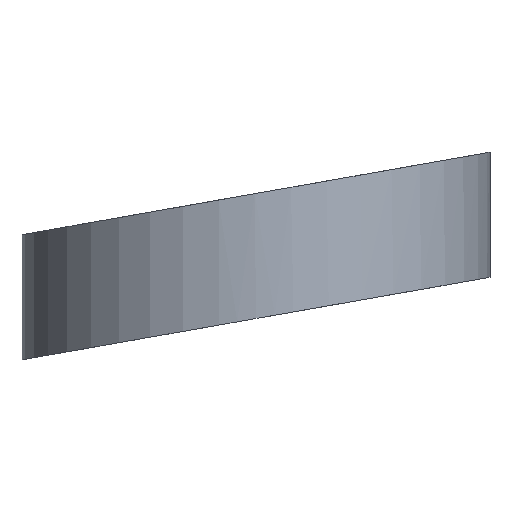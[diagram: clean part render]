
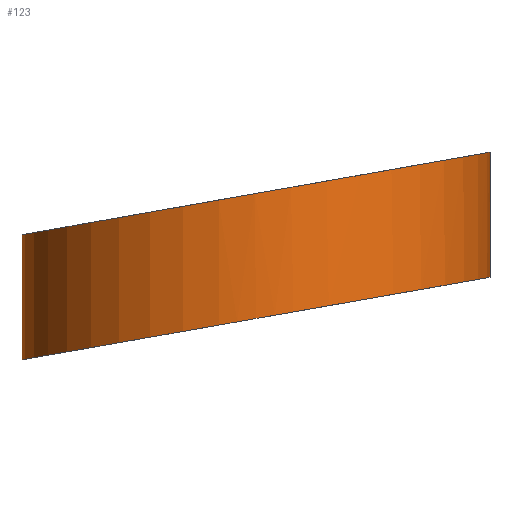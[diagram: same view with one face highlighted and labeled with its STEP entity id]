
A CAD part, front view. The second image highlights one B-rep face of the part: STEP entity #123.
In plain terms, the highlighted cylindrical face has radius 28.5 mm (diameter 57 mm), a partial arc.
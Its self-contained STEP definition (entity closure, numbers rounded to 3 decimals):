
#52=CARTESIAN_POINT('Axis2P3D Location',(0.,0.,0.)) ;
#57=CARTESIAN_POINT('Line Origine',(-28.5,0.,0.)) ;
#61=CARTESIAN_POINT('Vertex',(-28.5,0.,-5.025)) ;
#63=CARTESIAN_POINT('Vertex',(-28.5,0.,10.206)) ;
#67=CARTESIAN_POINT('Control Point',(-28.5,0.,-5.025)) ;
#68=CARTESIAN_POINT('Control Point',(-28.5,-4.491,-5.025)) ;
#69=CARTESIAN_POINT('Control Point',(-27.615,-8.982,-4.869)) ;
#70=CARTESIAN_POINT('Control Point',(-25.845,-13.231,-4.557)) ;
#71=CARTESIAN_POINT('Control Point',(-20.731,-20.818,-3.655)) ;
#72=CARTESIAN_POINT('Control Point',(-13.169,-25.879,-2.322)) ;
#73=CARTESIAN_POINT('Control Point',(-8.926,-27.626,-1.574)) ;
#74=CARTESIAN_POINT('Control Point',(-4.463,-28.5,-0.787)) ;
#75=CARTESIAN_POINT('Control Point',(0.,-28.5,0.)) ;
#76=CARTESIAN_POINT('Vertex',(0.,-28.5,0.)) ;
#80=CARTESIAN_POINT('Control Point',(28.5,0.,5.025)) ;
#81=CARTESIAN_POINT('Control Point',(28.5,-4.491,5.025)) ;
#82=CARTESIAN_POINT('Control Point',(27.615,-8.982,4.869)) ;
#83=CARTESIAN_POINT('Control Point',(25.845,-13.231,4.557)) ;
#84=CARTESIAN_POINT('Control Point',(20.731,-20.818,3.655)) ;
#85=CARTESIAN_POINT('Control Point',(13.169,-25.879,2.322)) ;
#86=CARTESIAN_POINT('Control Point',(8.926,-27.626,1.574)) ;
#87=CARTESIAN_POINT('Control Point',(4.463,-28.5,0.787)) ;
#88=CARTESIAN_POINT('Control Point',(0.,-28.5,0.)) ;
#89=CARTESIAN_POINT('Vertex',(28.5,0.,5.025)) ;
#92=CARTESIAN_POINT('Line Origine',(28.5,0.,0.)) ;
#96=CARTESIAN_POINT('Vertex',(28.5,0.,20.257)) ;
#100=CARTESIAN_POINT('Control Point',(-28.5,0.,10.206)) ;
#101=CARTESIAN_POINT('Control Point',(-28.5,-4.491,10.206)) ;
#102=CARTESIAN_POINT('Control Point',(-27.615,-8.982,10.362)) ;
#103=CARTESIAN_POINT('Control Point',(-25.845,-13.231,10.674)) ;
#104=CARTESIAN_POINT('Control Point',(-20.704,-20.856,11.581)) ;
#105=CARTESIAN_POINT('Control Point',(-13.092,-25.93,12.923)) ;
#106=CARTESIAN_POINT('Control Point',(-8.797,-27.679,13.68)) ;
#107=CARTESIAN_POINT('Control Point',(0.586,-29.457,15.335)) ;
#108=CARTESIAN_POINT('Control Point',(9.939,-27.386,16.984)) ;
#109=CARTESIAN_POINT('Control Point',(14.499,-25.276,17.788)) ;
#110=CARTESIAN_POINT('Control Point',(21.733,-19.766,19.064)) ;
#111=CARTESIAN_POINT('Control Point',(26.35,-11.949,19.878)) ;
#112=CARTESIAN_POINT('Control Point',(27.784,-8.083,20.13)) ;
#113=CARTESIAN_POINT('Control Point',(28.5,-4.041,20.257)) ;
#114=CARTESIAN_POINT('Control Point',(28.5,0.,20.257)) ;
#53=DIRECTION('Axis2P3D Direction',(0.,0.,1.)) ;
#54=DIRECTION('Axis2P3D XDirection',(1.,0.,0.)) ;
#58=DIRECTION('Vector Direction',(0.,0.,1.)) ;
#93=DIRECTION('Vector Direction',(0.,0.,1.)) ;
#55=AXIS2_PLACEMENT_3D('Cylinder Axis2P3D',#52,#53,#54) ;
#117=ORIENTED_EDGE('',*,*,#65,.F.) ;
#118=ORIENTED_EDGE('',*,*,#78,.T.) ;
#119=ORIENTED_EDGE('',*,*,#91,.T.) ;
#120=ORIENTED_EDGE('',*,*,#98,.T.) ;
#121=ORIENTED_EDGE('',*,*,#115,.F.) ;
#59=VECTOR('Line Direction',#58,1.) ;
#94=VECTOR('Line Direction',#93,1.) ;
#123=ADVANCED_FACE('PartBody',(#122),#56,.T.) ;
#66=B_SPLINE_CURVE_WITH_KNOTS('',5,(#67,#68,#69,#70,#71,#72,#73,#74,#75),.UNSPECIFIED.,.F.,.U.,(6,3,6),(0.,31.755,63.8),.UNSPECIFIED.) ;
#79=B_SPLINE_CURVE_WITH_KNOTS('',5,(#80,#81,#82,#83,#84,#85,#86,#87,#88),.UNSPECIFIED.,.F.,.U.,(6,3,6),(0.,31.755,63.8),.UNSPECIFIED.) ;
#99=B_SPLINE_CURVE_WITH_KNOTS('',5,(#100,#101,#102,#103,#104,#105,#106,#107,#108,#109,#110,#111,#112,#113,#114),.UNSPECIFIED.,.F.,.U.,(6,3,3,3,6),(0.,31.755,64.125,99.023,127.6),.UNSPECIFIED.) ;
#56=CYLINDRICAL_SURFACE('generated cylinder',#55,28.5) ;
#65=EDGE_CURVE('',#62,#64,#60,.T.) ;
#78=EDGE_CURVE('',#62,#77,#66,.T.) ;
#91=EDGE_CURVE('',#77,#90,#79,.F.) ;
#98=EDGE_CURVE('',#90,#97,#95,.T.) ;
#115=EDGE_CURVE('',#64,#97,#99,.T.) ;
#116=EDGE_LOOP('',(#117,#118,#119,#120,#121)) ;
#122=FACE_OUTER_BOUND('',#116,.T.) ;
#60=LINE('Line',#57,#59) ;
#95=LINE('Line',#92,#94) ;
#62=VERTEX_POINT('',#61) ;
#64=VERTEX_POINT('',#63) ;
#77=VERTEX_POINT('',#76) ;
#90=VERTEX_POINT('',#89) ;
#97=VERTEX_POINT('',#96) ;
